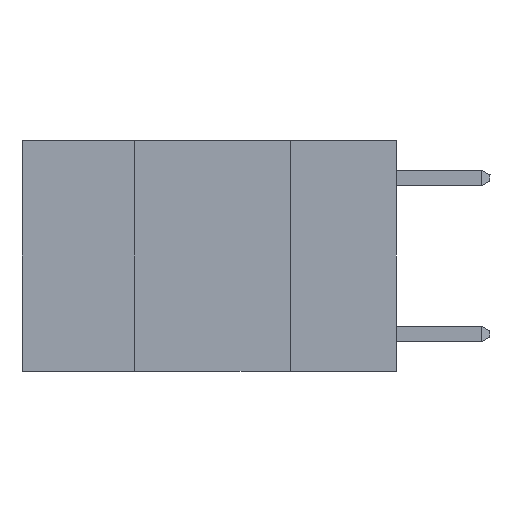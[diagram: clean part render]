
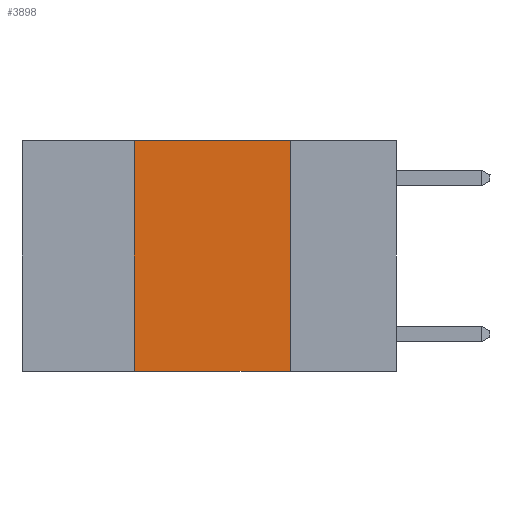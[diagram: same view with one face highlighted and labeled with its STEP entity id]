
A CAD part, left-side view. The second image highlights one B-rep face of the part: STEP entity #3898.
In plain terms, the highlighted planar face has unit normal (-1, 0, 0).
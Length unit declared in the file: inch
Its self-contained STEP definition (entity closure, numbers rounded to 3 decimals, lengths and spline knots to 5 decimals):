
#421 = EDGE_CURVE ( 'NONE', #3430, #9338, #5674, .T. ) ;
#466 = CARTESIAN_POINT ( 'NONE',  ( 0., 0.42, 0. ) ) ;
#912 = ORIENTED_EDGE ( 'NONE', *, *, #5476, .F. ) ;
#1147 = DIRECTION ( 'NONE',  ( 1., 0., 0. ) ) ;
#1265 = LINE ( 'NONE', #2808, #9976 ) ;
#1350 = CARTESIAN_POINT ( 'NONE',  ( 0., 0.42, -0.37 ) ) ;
#1451 = FACE_OUTER_BOUND ( 'NONE', #1847, .T. ) ;
#1847 = EDGE_LOOP ( 'NONE', ( #912, #10377, #3766, #7155 ) ) ;
#2792 = DIRECTION ( 'NONE',  ( 0., -1., 0. ) ) ;
#2808 = CARTESIAN_POINT ( 'NONE',  ( 0., 0.17, 0. ) ) ;
#3018 = CARTESIAN_POINT ( 'NONE',  ( 0., 0.6, 0. ) ) ;
#3285 = LINE ( 'NONE', #7139, #9625 ) ;
#3328 = AXIS2_PLACEMENT_3D ( 'NONE', #3018, #1147, #9656 ) ;
#3430 = VERTEX_POINT ( 'NONE', #1350 ) ;
#3710 = DIRECTION ( 'NONE',  ( 0., 0., -1. ) ) ;
#3766 = ORIENTED_EDGE ( 'NONE', *, *, #6666, .F. ) ;
#3898 = ADVANCED_FACE ( 'NONE', ( #1451 ), #3928, .F. ) ;
#3928 = PLANE ( 'NONE',  #3328 ) ;
#4124 = LINE ( 'NONE', #466, #5921 ) ;
#4823 = VERTEX_POINT ( 'NONE', #7919 ) ;
#5389 = CARTESIAN_POINT ( 'NONE',  ( 0., 0.6, -0.37 ) ) ;
#5398 = VECTOR ( 'NONE', #6341, 39.37008 ) ;
#5470 = CARTESIAN_POINT ( 'NONE',  ( 0., 0.17, -0.37 ) ) ;
#5476 = EDGE_CURVE ( 'NONE', #4823, #9338, #1265, .T. ) ;
#5674 = LINE ( 'NONE', #5389, #5398 ) ;
#5921 = VECTOR ( 'NONE', #6775, 39.37008 ) ;
#6223 = EDGE_CURVE ( 'NONE', #8575, #4823, #3285, .T. ) ;
#6341 = DIRECTION ( 'NONE',  ( 0., -1., 0. ) ) ;
#6666 = EDGE_CURVE ( 'NONE', #3430, #8575, #4124, .T. ) ;
#6775 = DIRECTION ( 'NONE',  ( 0., 0., 1. ) ) ;
#7139 = CARTESIAN_POINT ( 'NONE',  ( 0., 0.6, 0. ) ) ;
#7155 = ORIENTED_EDGE ( 'NONE', *, *, #421, .T. ) ;
#7919 = CARTESIAN_POINT ( 'NONE',  ( 0., 0.17, 0. ) ) ;
#8575 = VERTEX_POINT ( 'NONE', #10902 ) ;
#9338 = VERTEX_POINT ( 'NONE', #5470 ) ;
#9625 = VECTOR ( 'NONE', #2792, 39.37008 ) ;
#9656 = DIRECTION ( 'NONE',  ( 0., 0., -1. ) ) ;
#9976 = VECTOR ( 'NONE', #3710, 39.37008 ) ;
#10377 = ORIENTED_EDGE ( 'NONE', *, *, #6223, .F. ) ;
#10902 = CARTESIAN_POINT ( 'NONE',  ( 0., 0.42, 0. ) ) ;
